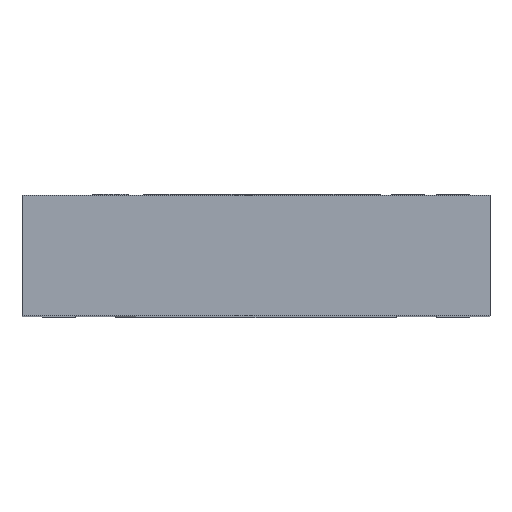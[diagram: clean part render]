
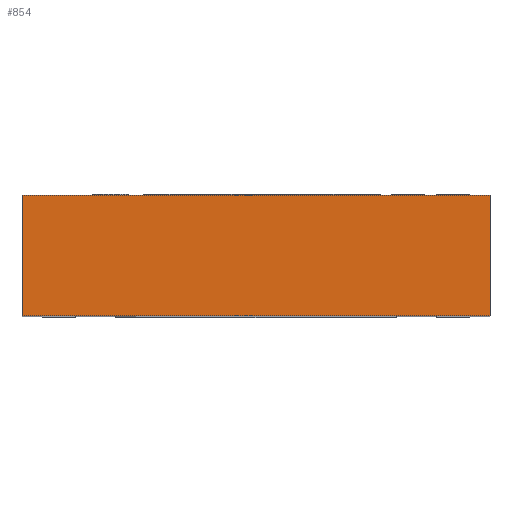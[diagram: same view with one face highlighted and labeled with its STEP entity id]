
A CAD part, top view. The second image highlights one B-rep face of the part: STEP entity #854.
In plain terms, the highlighted planar face has unit normal (0, 0, 1).
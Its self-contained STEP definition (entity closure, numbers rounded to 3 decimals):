
#17 = DIRECTION ( 'NONE',  ( 0., 0., -1. ) ) ;
#145 = ORIENTED_EDGE ( 'NONE', *, *, #4308, .F. ) ;
#414 = EDGE_CURVE ( 'NONE', #4423, #2426, #1098, .T. ) ;
#469 = ORIENTED_EDGE ( 'NONE', *, *, #2105, .T. ) ;
#579 = DIRECTION ( 'NONE',  ( 0., -1., 0. ) ) ;
#672 = CARTESIAN_POINT ( 'NONE',  ( 3.5, 0., 0. ) ) ;
#841 = CARTESIAN_POINT ( 'NONE',  ( 0., 0., 0. ) ) ;
#854 = ADVANCED_FACE ( 'NONE', ( #2075 ), #2168, .F. ) ;
#855 = ORIENTED_EDGE ( 'NONE', *, *, #414, .F. ) ;
#968 = VERTEX_POINT ( 'NONE', #841 ) ;
#988 = LINE ( 'NONE', #4199, #3383 ) ;
#1014 = VECTOR ( 'NONE', #1585, 1000. ) ;
#1045 = DIRECTION ( 'NONE',  ( 1., 0., 0. ) ) ;
#1098 = LINE ( 'NONE', #2621, #4084 ) ;
#1292 = CARTESIAN_POINT ( 'NONE',  ( 0., 0.9, 0. ) ) ;
#1585 = DIRECTION ( 'NONE',  ( 1., 0., 0. ) ) ;
#1767 = LINE ( 'NONE', #4687, #3407 ) ;
#2027 = CARTESIAN_POINT ( 'NONE',  ( 0., 0., 0. ) ) ;
#2075 = FACE_OUTER_BOUND ( 'NONE', #2144, .T. ) ;
#2105 = EDGE_CURVE ( 'NONE', #4207, #968, #988, .T. ) ;
#2144 = EDGE_LOOP ( 'NONE', ( #3181, #855, #145, #469 ) ) ;
#2155 = EDGE_CURVE ( 'NONE', #968, #2426, #3168, .T. ) ;
#2168 = PLANE ( 'NONE',  #5189 ) ;
#2426 = VERTEX_POINT ( 'NONE', #672 ) ;
#2621 = CARTESIAN_POINT ( 'NONE',  ( 3.5, 0.9, 0. ) ) ;
#2941 = CARTESIAN_POINT ( 'NONE',  ( 0., 0.9, 0. ) ) ;
#3012 = DIRECTION ( 'NONE',  ( -1., 0., 0. ) ) ;
#3026 = DIRECTION ( 'NONE',  ( 0., -1., 0. ) ) ;
#3168 = LINE ( 'NONE', #2027, #1014 ) ;
#3181 = ORIENTED_EDGE ( 'NONE', *, *, #2155, .T. ) ;
#3383 = VECTOR ( 'NONE', #579, 1000. ) ;
#3407 = VECTOR ( 'NONE', #1045, 1000. ) ;
#4084 = VECTOR ( 'NONE', #3026, 1000. ) ;
#4199 = CARTESIAN_POINT ( 'NONE',  ( 0., 0.9, 0. ) ) ;
#4207 = VERTEX_POINT ( 'NONE', #2941 ) ;
#4308 = EDGE_CURVE ( 'NONE', #4207, #4423, #1767, .T. ) ;
#4423 = VERTEX_POINT ( 'NONE', #5133 ) ;
#4687 = CARTESIAN_POINT ( 'NONE',  ( 0., 0.9, 0. ) ) ;
#5133 = CARTESIAN_POINT ( 'NONE',  ( 3.5, 0.9, 0. ) ) ;
#5189 = AXIS2_PLACEMENT_3D ( 'NONE', #1292, #17, #3012 ) ;
